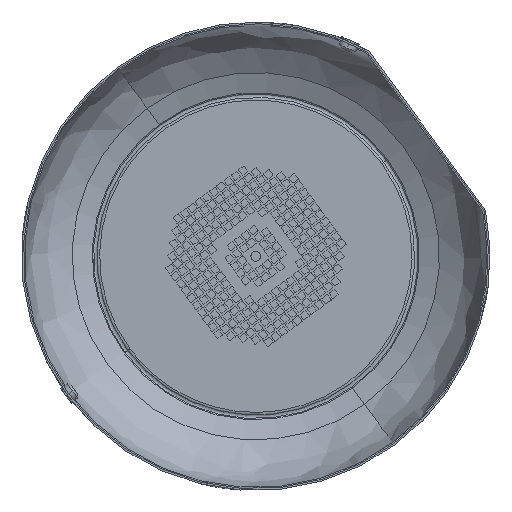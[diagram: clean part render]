
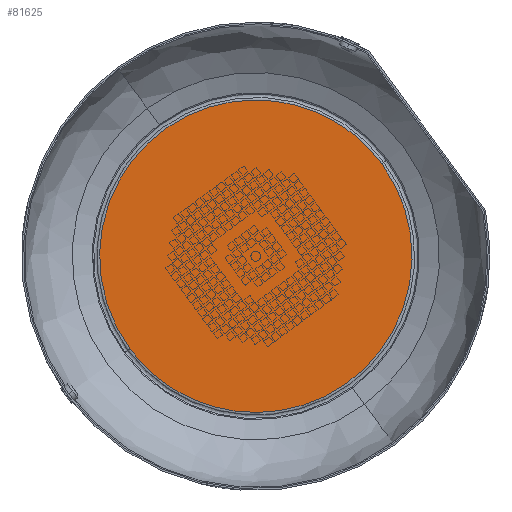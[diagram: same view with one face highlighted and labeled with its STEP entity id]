
A CAD part, left-side view. The second image highlights one B-rep face of the part: STEP entity #81625.
In plain terms, the highlighted planar face has unit normal (-1, 0, 0).
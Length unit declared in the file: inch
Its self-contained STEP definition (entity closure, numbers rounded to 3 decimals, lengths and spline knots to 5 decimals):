
#668 = PLANE ( 'NONE',  #81756 ) ;
#9418 = CARTESIAN_POINT ( 'NONE',  ( 20.37971, 9.91335, -13.56611 ) ) ;
#16292 = CARTESIAN_POINT ( 'NONE',  ( 20.37971, 9.91335, -13.56611 ) ) ;
#25757 = CARTESIAN_POINT ( 'NONE',  ( 20.37971, -10.16362, -16.64272 ) ) ;
#34484 = CARTESIAN_POINT ( 'NONE',  ( 20.37971, 1.41317, -25.1429 ) ) ;
#35905 = DIRECTION ( 'NONE',  ( 0., -0.592, -0.806 ) ) ;
#43028 = ORIENTED_EDGE ( 'NONE', *, *, #113745, .F. ) ;
#43334 = CARTESIAN_POINT ( 'NONE',  ( 20.37971, -1.66344, -5.06593 ) ) ;
#49378 = CARTESIAN_POINT ( 'NONE',  ( 20.37971, -1.66344, -5.06593 ) ) ;
#57570 = VERTEX_POINT ( 'NONE', #76868 ) ;
#62459 = CARTESIAN_POINT ( 'NONE',  ( 20.37971, -1.66344, -5.06593 ) ) ;
#64225 =( BOUNDED_CURVE ( )  B_SPLINE_CURVE ( 3, ( #62459, #25757, #34484, #16292 ),
 .UNSPECIFIED., .F., .F. ) 
 B_SPLINE_CURVE_WITH_KNOTS ( ( 4, 4 ),
 ( 0., 1. ),
 .UNSPECIFIED. ) 
 CURVE ( )  GEOMETRIC_REPRESENTATION_ITEM ( )  RATIONAL_B_SPLINE_CURVE ( ( 1., 0.333, 0.333, 1. ) ) 
 REPRESENTATION_ITEM ( '' )  );
#70498 =( BOUNDED_CURVE ( )  B_SPLINE_CURVE ( 3, ( #86004, #85228, #76436, #49378 ),
 .UNSPECIFIED., .F., .F. ) 
 B_SPLINE_CURVE_WITH_KNOTS ( ( 4, 4 ),
 ( 0., 1. ),
 .UNSPECIFIED. ) 
 CURVE ( )  GEOMETRIC_REPRESENTATION_ITEM ( )  RATIONAL_B_SPLINE_CURVE ( ( 1., 0.333, 0.333, 1. ) ) 
 REPRESENTATION_ITEM ( '' )  );
#70532 = EDGE_LOOP ( 'NONE', ( #93756, #43028 ) ) ;
#76436 = CARTESIAN_POINT ( 'NONE',  ( 20.37971, 6.83674, 6.51086 ) ) ;
#76868 = CARTESIAN_POINT ( 'NONE',  ( 20.37971, 9.91335, -13.56611 ) ) ;
#81625 = ADVANCED_FACE ( 'NONE', ( #99598 ), #668, .F. ) ;
#81756 = AXIS2_PLACEMENT_3D ( 'NONE', #9418, #82139, #35905 ) ;
#82139 = DIRECTION ( 'NONE',  ( 1., 0., 0. ) ) ;
#85228 = CARTESIAN_POINT ( 'NONE',  ( 20.37971, 18.41353, -1.98932 ) ) ;
#85684 = VERTEX_POINT ( 'NONE', #43334 ) ;
#86004 = CARTESIAN_POINT ( 'NONE',  ( 20.37971, 9.91335, -13.56611 ) ) ;
#91565 = EDGE_CURVE ( 'NONE', #85684, #57570, #64225, .T. ) ;
#93756 = ORIENTED_EDGE ( 'NONE', *, *, #91565, .F. ) ;
#99598 = FACE_OUTER_BOUND ( 'NONE', #70532, .T. ) ;
#113745 = EDGE_CURVE ( 'NONE', #57570, #85684, #70498, .T. ) ;
